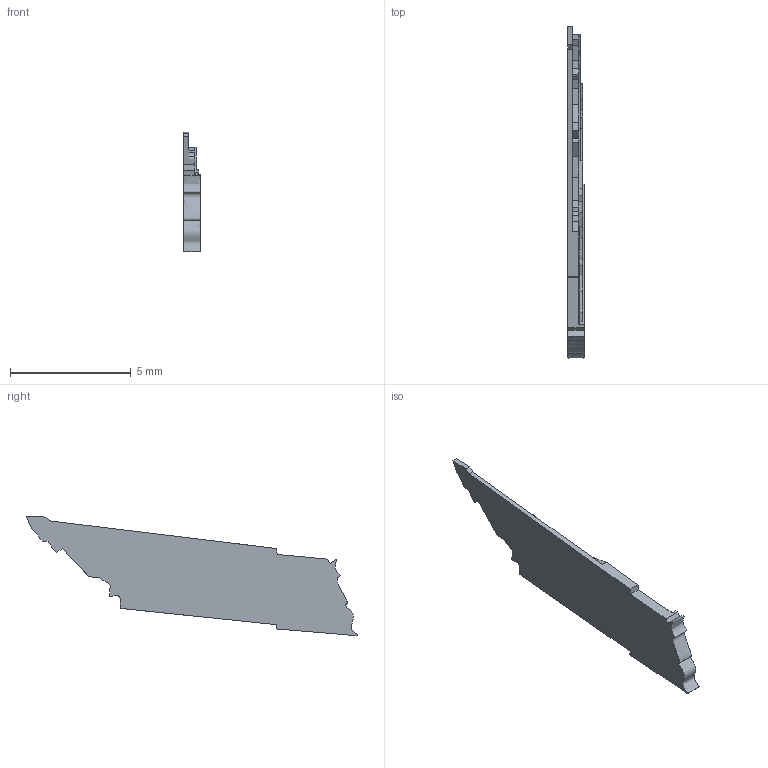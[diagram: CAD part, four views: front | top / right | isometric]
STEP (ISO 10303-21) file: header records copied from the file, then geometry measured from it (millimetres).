
FILE_DESCRIPTION(/* description */ (''),/* implementation_level */ '2;1');
FILE_NAME(/* name */ 'tncncprojecy v0.step',/* time_stamp */ '2023-10-23T17:53:00-04:00',/* author */ (''),/* organization */ (''),/* preprocessor_version */ 'ST-DEVELOPER v20',/* originating_system */ 'Autodesk Translation Framework v12.14.0.127',/* authorisation */ '');
FILE_SCHEMA (('AUTOMOTIVE_DESIGN { 1 0 10303 214 3 1 1 }'));
Length unit declared in the file: millimetre
Products named in the file (1): tncncprojecy
Bounding box: 0.68 x 13.72 x 4.95 mm (x, y, z)
Volume: 19.8 mm3; surface area: 91.8 mm2
Topology: 1 solids, 1 shells, 95 faces, 275 edges, 182 vertices
Faces by surface type: plane 92, bspline 3
Entity records: 3378 total; most frequent: CARTESIAN_POINT 864, ORIENTED_EDGE 550, DIRECTION 455, EDGE_CURVE 275, LINE 269, VECTOR 269, VERTEX_POINT 182, FACE_OUTER_BOUND 95
